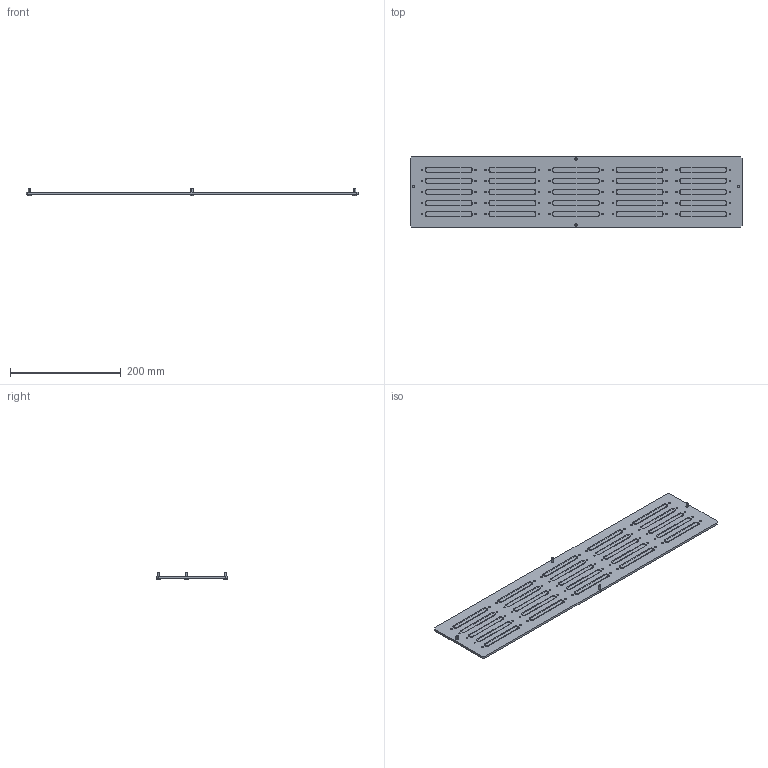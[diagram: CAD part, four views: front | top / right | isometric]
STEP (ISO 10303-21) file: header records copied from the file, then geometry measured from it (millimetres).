
FILE_DESCRIPTION (( 'STEP AP203' ), '1' );
FILE_NAME ('INGUN_115104.STEP', '2023-05-31T09:34:29', ( '' ), ( '' ), 'SwSTEP 2.0', 'SolidWorks 2021', '' );
FILE_SCHEMA (( 'CONFIG_CONTROL_DESIGN' ));
Length unit declared in the file: millimetre
Products named in the file (4): ISO7380~n_M04,0x012; 115101~0_S; DIN125~n_04,3 M04,0; INGUN_115104
Assembly tree (9 placements, depth 2):
  INGUN_115104
    115101~0_S
    DIN125~n_04,3 M04,0  x4
    ISO7380~n_M04,0x012  x4
Bounding box: 600 x 129 x 14.2 mm (x, y, z)
Volume: 283097.2 mm3; surface area: 195648.8 mm2
Topology: 9 solids, 9 shells, 1508 faces, 3680 edges, 2448 vertices
Faces by surface type: cylinder 808, plane 684, cone 8, torus 8
Entity records: 42431 total; most frequent: DIRECTION 7733, CARTESIAN_POINT 7132, ORIENTED_EDGE 6862, EDGE_CURVE 3431, AXIS2_PLACEMENT_3D 2887, VERTEX_POINT 2286, LINE 1959, VECTOR 1959
